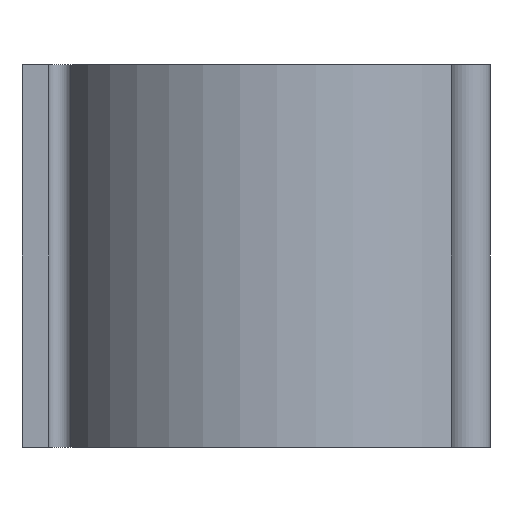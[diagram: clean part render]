
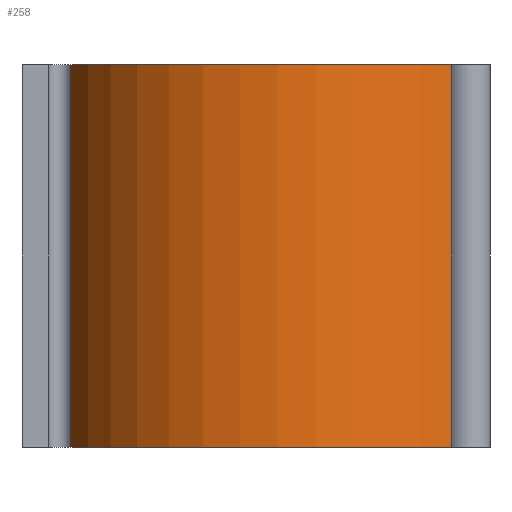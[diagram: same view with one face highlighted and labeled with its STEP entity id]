
A CAD part, front view. The second image highlights one B-rep face of the part: STEP entity #258.
In plain terms, the highlighted cylindrical face has radius 12.2 mm (diameter 24.4 mm), a partial arc.
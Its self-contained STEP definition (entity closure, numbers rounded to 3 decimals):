
#27=CIRCLE('',#299,12.2);
#28=CIRCLE('',#300,12.2);
#35=CYLINDRICAL_SURFACE('',#298,12.2);
#47=FACE_OUTER_BOUND('',#61,.T.);
#61=EDGE_LOOP('',(#212,#213,#214,#215));
#80=LINE('',#421,#102);
#85=LINE('',#452,#107);
#102=VECTOR('',#335,10.);
#107=VECTOR('',#372,10.);
#120=VERTEX_POINT('',#418);
#121=VERTEX_POINT('',#420);
#130=VERTEX_POINT('',#448);
#131=VERTEX_POINT('',#450);
#149=EDGE_CURVE('',#120,#121,#80,.T.);
#165=EDGE_CURVE('',#130,#131,#85,.T.);
#166=EDGE_CURVE('',#120,#130,#27,.T.);
#167=EDGE_CURVE('',#121,#131,#28,.T.);
#212=ORIENTED_EDGE('',*,*,#166,.T.);
#213=ORIENTED_EDGE('',*,*,#165,.T.);
#214=ORIENTED_EDGE('',*,*,#167,.F.);
#215=ORIENTED_EDGE('',*,*,#149,.F.);
#258=ADVANCED_FACE('',(#47),#35,.T.);
#298=AXIS2_PLACEMENT_3D('',#453,#373,#374);
#299=AXIS2_PLACEMENT_3D('',#454,#375,#376);
#300=AXIS2_PLACEMENT_3D('',#455,#377,#378);
#335=DIRECTION('',(0.,0.,1.));
#372=DIRECTION('',(0.,0.,1.));
#373=DIRECTION('center_axis',(0.,0.,1.));
#374=DIRECTION('ref_axis',(1.,0.,0.));
#375=DIRECTION('center_axis',(0.,0.,1.));
#376=DIRECTION('ref_axis',(1.,0.,0.));
#377=DIRECTION('center_axis',(0.,0.,1.));
#378=DIRECTION('ref_axis',(1.,0.,0.));
#418=CARTESIAN_POINT('',(12.658,-4.494,0.));
#420=CARTESIAN_POINT('',(12.658,-4.494,20.));
#421=CARTESIAN_POINT('',(12.658,-4.494,0.));
#448=CARTESIAN_POINT('',(32.53,-8.722,0.));
#450=CARTESIAN_POINT('',(32.53,-8.722,20.));
#452=CARTESIAN_POINT('',(32.53,-8.722,0.));
#453=CARTESIAN_POINT('Origin',(24.,0.,0.));
#454=CARTESIAN_POINT('Origin',(24.,0.,0.));
#455=CARTESIAN_POINT('Origin',(24.,0.,20.));
